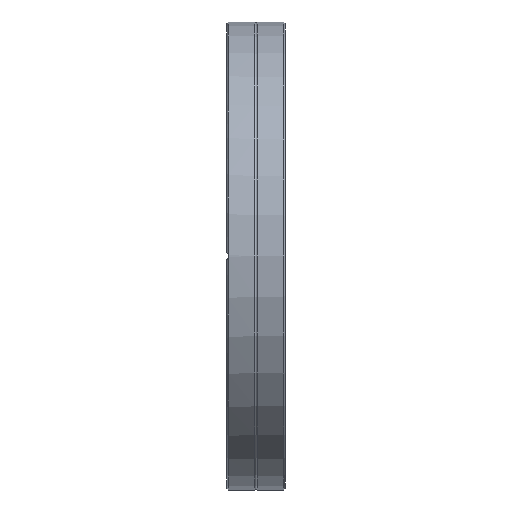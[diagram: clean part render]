
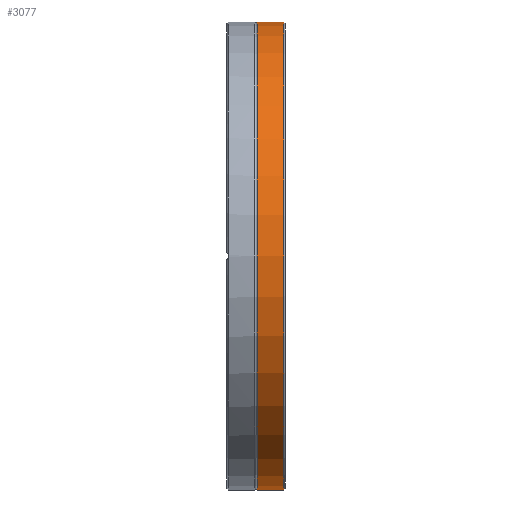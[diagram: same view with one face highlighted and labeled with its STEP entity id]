
A CAD part, left-side view. The second image highlights one B-rep face of the part: STEP entity #3077.
In plain terms, the highlighted cylindrical face has radius 85.75 mm (diameter 171.5 mm), a full revolution.
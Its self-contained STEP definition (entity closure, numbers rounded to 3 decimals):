
#312=CYLINDRICAL_SURFACE('',#3319,85.75);
#363=FACE_OUTER_BOUND('',#571,.T.);
#571=EDGE_LOOP('',(#2147,#2148,#2149,#2150,#2151,#2152));
#778=LINE('',#4399,#959);
#959=VECTOR('',#3676,85.75);
#1139=CIRCLE('',#3296,85.75);
#1140=CIRCLE('',#3297,85.75);
#1161=CIRCLE('',#3320,85.75);
#1162=CIRCLE('',#3321,85.75);
#1295=VERTEX_POINT('',#4348);
#1296=VERTEX_POINT('',#4349);
#1317=VERTEX_POINT('',#4395);
#1318=VERTEX_POINT('',#4396);
#1615=EDGE_CURVE('',#1295,#1296,#1139,.T.);
#1616=EDGE_CURVE('',#1296,#1295,#1140,.T.);
#1638=EDGE_CURVE('',#1317,#1318,#1161,.T.);
#1639=EDGE_CURVE('',#1318,#1317,#1162,.T.);
#1640=EDGE_CURVE('',#1318,#1296,#778,.T.);
#2147=ORIENTED_EDGE('',*,*,#1638,.F.);
#2148=ORIENTED_EDGE('',*,*,#1639,.F.);
#2149=ORIENTED_EDGE('',*,*,#1640,.T.);
#2150=ORIENTED_EDGE('',*,*,#1615,.F.);
#2151=ORIENTED_EDGE('',*,*,#1616,.F.);
#2152=ORIENTED_EDGE('',*,*,#1640,.F.);
#3077=ADVANCED_FACE('',(#363),#312,.T.);
#3296=AXIS2_PLACEMENT_3D('',#4350,#3623,#3624);
#3297=AXIS2_PLACEMENT_3D('',#4351,#3625,#3626);
#3319=AXIS2_PLACEMENT_3D('',#4394,#3670,#3671);
#3320=AXIS2_PLACEMENT_3D('',#4397,#3672,#3673);
#3321=AXIS2_PLACEMENT_3D('',#4398,#3674,#3675);
#3623=DIRECTION('center_axis',(0.,-1.,0.));
#3624=DIRECTION('ref_axis',(1.,0.,0.));
#3625=DIRECTION('center_axis',(0.,-1.,0.));
#3626=DIRECTION('ref_axis',(1.,0.,0.));
#3670=DIRECTION('center_axis',(0.,1.,0.));
#3671=DIRECTION('ref_axis',(-1.,0.,0.));
#3672=DIRECTION('center_axis',(0.,1.,0.));
#3673=DIRECTION('ref_axis',(1.,0.,0.));
#3674=DIRECTION('center_axis',(0.,1.,0.));
#3675=DIRECTION('ref_axis',(1.,0.,0.));
#3676=DIRECTION('',(0.,-1.,0.));
#4348=CARTESIAN_POINT('',(-85.75,0.5,0.));
#4349=CARTESIAN_POINT('',(85.75,0.5,0.));
#4350=CARTESIAN_POINT('Origin',(0.,0.5,0.));
#4351=CARTESIAN_POINT('Origin',(0.,0.5,0.));
#4394=CARTESIAN_POINT('Origin',(0.,5.081,0.));
#4395=CARTESIAN_POINT('',(0.,10.163,-85.75));
#4396=CARTESIAN_POINT('',(85.75,10.163,0.));
#4397=CARTESIAN_POINT('Origin',(0.,10.163,0.));
#4398=CARTESIAN_POINT('Origin',(0.,10.163,0.));
#4399=CARTESIAN_POINT('',(85.75,5.081,0.));
